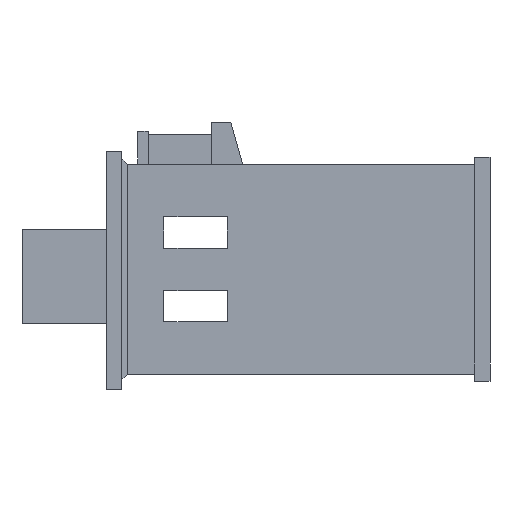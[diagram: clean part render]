
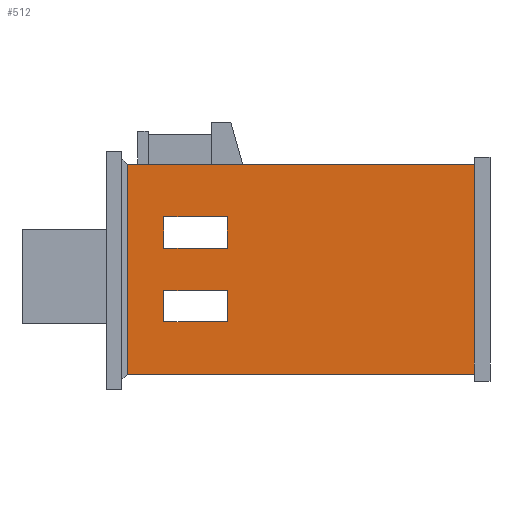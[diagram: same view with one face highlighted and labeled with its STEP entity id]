
A CAD part, left-side view. The second image highlights one B-rep face of the part: STEP entity #512.
In plain terms, the highlighted planar face has unit normal (-1, 0, 0).
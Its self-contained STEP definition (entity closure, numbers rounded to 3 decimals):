
#155 = LINE ( 'NONE', #9655, #4961 ) ;
#385 = DIRECTION ( 'NONE',  ( 0., -1., 0. ) ) ;
#512 = ADVANCED_FACE ( 'NONE', ( #8184, #6478, #3273 ), #5629, .F. ) ;
#540 = ORIENTED_EDGE ( 'NONE', *, *, #6599, .T. ) ;
#638 = CARTESIAN_POINT ( 'NONE',  ( -19.842, 62., 13.299 ) ) ;
#713 = DIRECTION ( 'NONE',  ( 0., -1., 0. ) ) ;
#783 = VERTEX_POINT ( 'NONE', #638 ) ;
#854 = CARTESIAN_POINT ( 'NONE',  ( -19.842, 70., 23.325 ) ) ;
#869 = DIRECTION ( 'NONE',  ( 0., 0., -1. ) ) ;
#1257 = DIRECTION ( 'NONE',  ( 0., 0., 1. ) ) ;
#1586 = ORIENTED_EDGE ( 'NONE', *, *, #5582, .F. ) ;
#1655 = ORIENTED_EDGE ( 'NONE', *, *, #7743, .T. ) ;
#1694 = LINE ( 'NONE', #4071, #8991 ) ;
#1721 = DIRECTION ( 'NONE',  ( 0., 0., -1. ) ) ;
#1779 = CARTESIAN_POINT ( 'NONE',  ( -19.842, 3., 23.325 ) ) ;
#1912 = ORIENTED_EDGE ( 'NONE', *, *, #8443, .T. ) ;
#2030 = LINE ( 'NONE', #5187, #5008 ) ;
#2060 = VERTEX_POINT ( 'NONE', #9541 ) ;
#2202 = VECTOR ( 'NONE', #6973, 1000. ) ;
#2227 = ORIENTED_EDGE ( 'NONE', *, *, #6980, .T. ) ;
#2319 = ORIENTED_EDGE ( 'NONE', *, *, #3294, .T. ) ;
#2375 = LINE ( 'NONE', #854, #5283 ) ;
#2561 = ORIENTED_EDGE ( 'NONE', *, *, #8698, .T. ) ;
#2664 = DIRECTION ( 'NONE',  ( 1., 0., 0. ) ) ;
#2682 = DIRECTION ( 'NONE',  ( 0., 0., 1. ) ) ;
#2799 = VECTOR ( 'NONE', #2682, 1000. ) ;
#2889 = EDGE_LOOP ( 'NONE', ( #2561, #7692, #2227, #4086 ) ) ;
#3084 = EDGE_CURVE ( 'NONE', #4443, #5499, #4520, .T. ) ;
#3273 = FACE_OUTER_BOUND ( 'NONE', #8304, .T. ) ;
#3294 = EDGE_CURVE ( 'NONE', #3334, #9360, #4218, .T. ) ;
#3334 = VERTEX_POINT ( 'NONE', #9033 ) ;
#3437 = DIRECTION ( 'NONE',  ( 0., 1., 0. ) ) ;
#3544 = CARTESIAN_POINT ( 'NONE',  ( -19.842, 69., -16.675 ) ) ;
#3545 = VERTEX_POINT ( 'NONE', #6825 ) ;
#3705 = CARTESIAN_POINT ( 'NONE',  ( -19.842, 62., -16.675 ) ) ;
#3780 = CARTESIAN_POINT ( 'NONE',  ( -19.842, 3., -16.675 ) ) ;
#3792 = LINE ( 'NONE', #6152, #6367 ) ;
#4071 = CARTESIAN_POINT ( 'NONE',  ( -19.842, 50., -16.675 ) ) ;
#4086 = ORIENTED_EDGE ( 'NONE', *, *, #7724, .T. ) ;
#4218 = LINE ( 'NONE', #5951, #5590 ) ;
#4225 = EDGE_CURVE ( 'NONE', #7556, #5499, #5229, .T. ) ;
#4236 = CARTESIAN_POINT ( 'NONE',  ( -19.842, 50., 13.299 ) ) ;
#4246 = VECTOR ( 'NONE', #8481, 1000. ) ;
#4443 = VERTEX_POINT ( 'NONE', #1779 ) ;
#4520 = LINE ( 'NONE', #3780, #4246 ) ;
#4706 = VERTEX_POINT ( 'NONE', #6272 ) ;
#4813 = DIRECTION ( 'NONE',  ( 0., -1., 0. ) ) ;
#4957 = LINE ( 'NONE', #9782, #2799 ) ;
#4961 = VECTOR ( 'NONE', #6051, 1000. ) ;
#5008 = VECTOR ( 'NONE', #6041, 1000. ) ;
#5055 = VERTEX_POINT ( 'NONE', #6402 ) ;
#5187 = CARTESIAN_POINT ( 'NONE',  ( -19.842, 50., -16.675 ) ) ;
#5229 = LINE ( 'NONE', #10046, #8272 ) ;
#5283 = VECTOR ( 'NONE', #385, 1000. ) ;
#5499 = VERTEX_POINT ( 'NONE', #10147 ) ;
#5517 = DIRECTION ( 'NONE',  ( 0., 1., 0. ) ) ;
#5582 = EDGE_CURVE ( 'NONE', #2060, #4443, #2375, .T. ) ;
#5590 = VECTOR ( 'NONE', #3437, 1000. ) ;
#5629 = PLANE ( 'NONE',  #7802 ) ;
#5684 = CARTESIAN_POINT ( 'NONE',  ( -19.842, 70., -16.675 ) ) ;
#5889 = EDGE_CURVE ( 'NONE', #9360, #783, #4957, .T. ) ;
#5951 = CARTESIAN_POINT ( 'NONE',  ( -19.842, 70., 7.353 ) ) ;
#6041 = DIRECTION ( 'NONE',  ( 0., 0., -1. ) ) ;
#6051 = DIRECTION ( 'NONE',  ( 0., -1., 0. ) ) ;
#6152 = CARTESIAN_POINT ( 'NONE',  ( -19.842, 70., -6.65 ) ) ;
#6207 = LINE ( 'NONE', #6252, #2202 ) ;
#6252 = CARTESIAN_POINT ( 'NONE',  ( -19.842, 69., -16.675 ) ) ;
#6272 = CARTESIAN_POINT ( 'NONE',  ( -19.842, 50., -0.704 ) ) ;
#6367 = VECTOR ( 'NONE', #5517, 1000. ) ;
#6402 = CARTESIAN_POINT ( 'NONE',  ( -19.842, 62., -0.704 ) ) ;
#6439 = LINE ( 'NONE', #10258, #6840 ) ;
#6478 = FACE_BOUND ( 'NONE', #2889, .T. ) ;
#6599 = EDGE_CURVE ( 'NONE', #783, #8338, #155, .T. ) ;
#6825 = CARTESIAN_POINT ( 'NONE',  ( -19.842, 50., -6.65 ) ) ;
#6840 = VECTOR ( 'NONE', #4813, 1000. ) ;
#6885 = ORIENTED_EDGE ( 'NONE', *, *, #3084, .F. ) ;
#6973 = DIRECTION ( 'NONE',  ( 0., 0., -1. ) ) ;
#6980 = EDGE_CURVE ( 'NONE', #10142, #5055, #7623, .T. ) ;
#7016 = ORIENTED_EDGE ( 'NONE', *, *, #4225, .T. ) ;
#7321 = EDGE_LOOP ( 'NONE', ( #8595, #540, #1655, #2319 ) ) ;
#7556 = VERTEX_POINT ( 'NONE', #3544 ) ;
#7623 = LINE ( 'NONE', #3705, #7666 ) ;
#7666 = VECTOR ( 'NONE', #1257, 1000. ) ;
#7692 = ORIENTED_EDGE ( 'NONE', *, *, #9549, .T. ) ;
#7724 = EDGE_CURVE ( 'NONE', #5055, #4706, #6439, .T. ) ;
#7743 = EDGE_CURVE ( 'NONE', #8338, #3334, #1694, .T. ) ;
#7802 = AXIS2_PLACEMENT_3D ( 'NONE', #5684, #2664, #1721 ) ;
#7990 = CARTESIAN_POINT ( 'NONE',  ( -19.842, 62., 7.353 ) ) ;
#8184 = FACE_BOUND ( 'NONE', #7321, .T. ) ;
#8272 = VECTOR ( 'NONE', #713, 1000. ) ;
#8304 = EDGE_LOOP ( 'NONE', ( #1586, #1912, #7016, #6885 ) ) ;
#8338 = VERTEX_POINT ( 'NONE', #4236 ) ;
#8443 = EDGE_CURVE ( 'NONE', #2060, #7556, #6207, .T. ) ;
#8481 = DIRECTION ( 'NONE',  ( 0., 0., -1. ) ) ;
#8595 = ORIENTED_EDGE ( 'NONE', *, *, #5889, .T. ) ;
#8698 = EDGE_CURVE ( 'NONE', #4706, #3545, #2030, .T. ) ;
#8812 = CARTESIAN_POINT ( 'NONE',  ( -19.842, 62., -6.65 ) ) ;
#8991 = VECTOR ( 'NONE', #869, 1000. ) ;
#9033 = CARTESIAN_POINT ( 'NONE',  ( -19.842, 50., 7.353 ) ) ;
#9360 = VERTEX_POINT ( 'NONE', #7990 ) ;
#9541 = CARTESIAN_POINT ( 'NONE',  ( -19.842, 69., 23.325 ) ) ;
#9549 = EDGE_CURVE ( 'NONE', #3545, #10142, #3792, .T. ) ;
#9655 = CARTESIAN_POINT ( 'NONE',  ( -19.842, 70., 13.299 ) ) ;
#9782 = CARTESIAN_POINT ( 'NONE',  ( -19.842, 62., -16.675 ) ) ;
#10046 = CARTESIAN_POINT ( 'NONE',  ( -19.842, 70., -16.675 ) ) ;
#10142 = VERTEX_POINT ( 'NONE', #8812 ) ;
#10147 = CARTESIAN_POINT ( 'NONE',  ( -19.842, 3., -16.675 ) ) ;
#10258 = CARTESIAN_POINT ( 'NONE',  ( -19.842, 70., -0.704 ) ) ;
